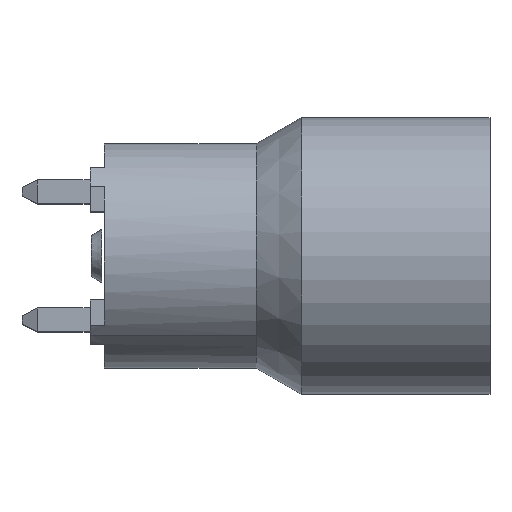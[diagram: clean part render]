
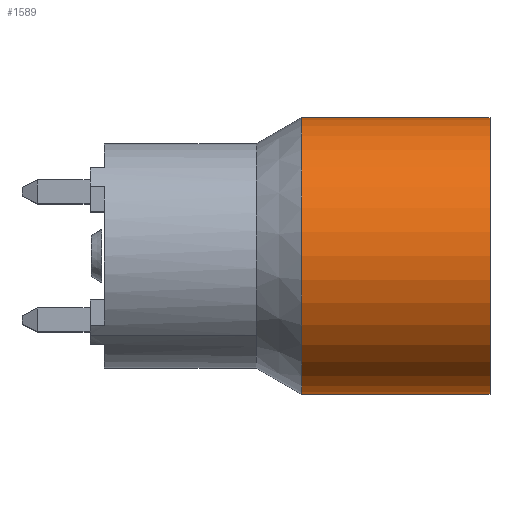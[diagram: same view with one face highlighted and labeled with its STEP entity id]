
A CAD part, top view. The second image highlights one B-rep face of the part: STEP entity #1589.
In plain terms, the highlighted cylindrical face has radius 5.485 mm (diameter 10.97 mm), a partial arc.
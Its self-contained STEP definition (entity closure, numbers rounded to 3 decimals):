
#408=CARTESIAN_POINT('',(8.38,0.,0.));
#409=DIRECTION('',(1.,0.,0.));
#410=DIRECTION('',(0.,1.,0.));
#411=AXIS2_PLACEMENT_3D('',#408,#409,#410);
#417=DIRECTION('',(-1.,0.,0.));
#418=VECTOR('',#417,7.47);
#419=CARTESIAN_POINT('',(15.85,5.485,0.));
#420=LINE('',#419,#418);
#421=CARTESIAN_POINT('',(15.85,0.,0.));
#422=DIRECTION('',(1.,0.,0.));
#423=DIRECTION('',(0.,1.,0.));
#424=AXIS2_PLACEMENT_3D('',#421,#422,#423);
#426=DIRECTION('',(-1.,0.,0.));
#427=VECTOR('',#426,7.47);
#428=CARTESIAN_POINT('',(15.85,-5.485,0.));
#429=LINE('',#428,#427);
#821=CARTESIAN_POINT('',(15.85,5.485,0.));
#822=CARTESIAN_POINT('',(8.38,5.485,0.));
#823=VERTEX_POINT('',#821);
#824=VERTEX_POINT('',#822);
#829=CARTESIAN_POINT('',(15.85,-5.485,0.));
#830=CARTESIAN_POINT('',(8.38,-5.485,0.));
#831=VERTEX_POINT('',#829);
#832=VERTEX_POINT('',#830);
#1575=CARTESIAN_POINT('',(16.313,0.,0.));
#1576=DIRECTION('',(-1.,0.,0.));
#1577=DIRECTION('',(0.,1.,0.));
#1578=AXIS2_PLACEMENT_3D('',#1575,#1576,#1577);
#1579=CYLINDRICAL_SURFACE('',#1578,5.485);
#1581=ORIENTED_EDGE('',*,*,#1580,.F.);
#1583=ORIENTED_EDGE('',*,*,#1582,.T.);
#1585=ORIENTED_EDGE('',*,*,#1584,.T.);
#1586=ORIENTED_EDGE('',*,*,#1569,.F.);
#1587=EDGE_LOOP('',(#1581,#1583,#1585,#1586));
#1588=FACE_OUTER_BOUND('',#1587,.F.);
#412=CIRCLE('',#411,5.485);
#425=CIRCLE('',#424,5.485);
#1569=EDGE_CURVE('',#824,#832,#412,.T.);
#1580=EDGE_CURVE('',#823,#824,#420,.T.);
#1582=EDGE_CURVE('',#823,#831,#425,.T.);
#1584=EDGE_CURVE('',#831,#832,#429,.T.);
#1589=ADVANCED_FACE('',(#1588),#1579,.T.);
